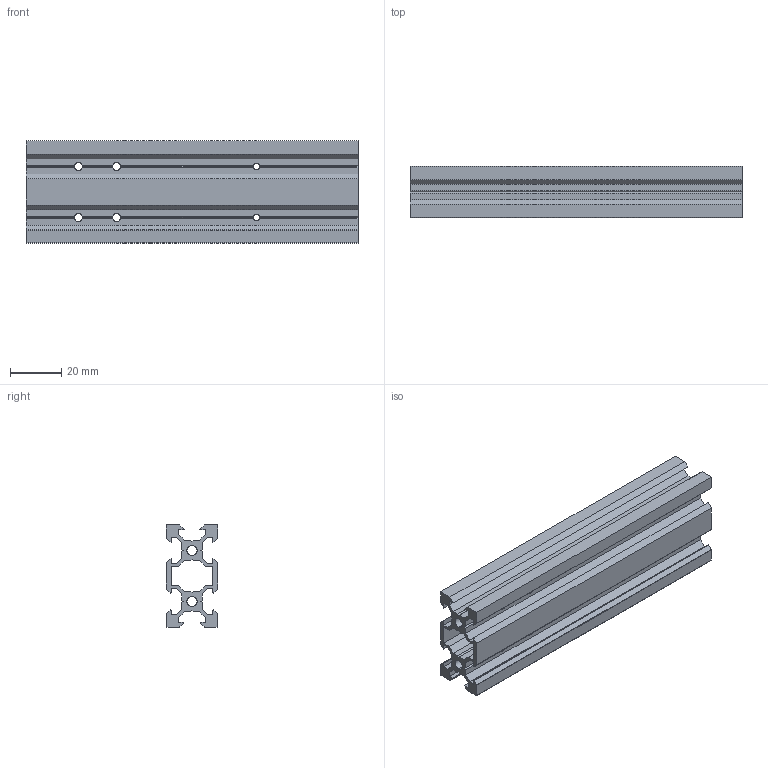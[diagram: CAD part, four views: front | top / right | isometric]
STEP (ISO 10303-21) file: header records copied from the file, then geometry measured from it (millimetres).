
FILE_DESCRIPTION (( 'STEP AP214' ), '1' );
FILE_NAME ('2040 v-slot frame 350mm.STEP', '2025-09-18T19:07:35', ( '' ), ( '' ), 'SwSTEP 2.0', 'SolidWorks 2024', '' );
FILE_SCHEMA (( 'AUTOMOTIVE_DESIGN' ));
Length unit declared in the file: millimetre
Products named in the file (1): 2040 v-slot frame 350mm
Bounding box: 130 x 20 x 40 mm (x, y, z)
Volume: 38038 mm3; surface area: 38842.3 mm2
Topology: 1 solids, 1 shells, 176 faces, 554 edges, 368 vertices
Faces by surface type: plane 126, cylinder 46, cone 4
Entity records: 8657 total; most frequent: CARTESIAN_POINT 1827, ORIENTED_EDGE 1108, DIRECTION 932, EDGE_CURVE 554, LINE 386, VECTOR 386, VERTEX_POINT 368, AXIS2_PLACEMENT_3D 273
